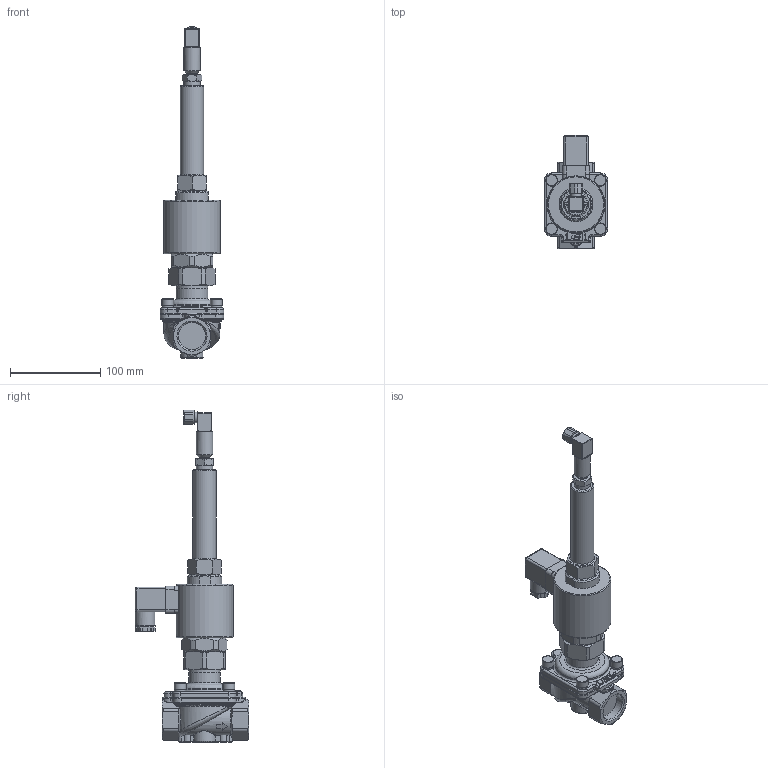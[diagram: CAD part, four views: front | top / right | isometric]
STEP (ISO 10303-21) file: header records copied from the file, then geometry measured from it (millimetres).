
FILE_DESCRIPTION(/* description */ ('3D-Modell'),/* implementation_level */ '2;1');
FILE_NAME(/* name */ '043.004984_E4325-0801-.322-EH.stp',/* time_stamp */ '2021-09-29T08:38:54+02:00',/* author */ ('LBirkmann'),/* organization */ (''),/* preprocessor_version */ 'ST-DEVELOPER v16.1',/* originating_system */ 'Autodesk Inventor 2016',/* authorisation */ '');
FILE_SCHEMA (('AUTOMOTIVE_DESIGN { 1 0 10303 214 3 1 1 }'));
Length unit declared in the file: millimetre
Products named in the file (1): 88-005302
Bounding box: 70 x 125.7 x 366.99 mm (x, y, z)
Volume: 628652.5 mm3; surface area: 78711.8 mm2
Topology: 1 solids, 1 shells, 693 faces, 1770 edges, 1105 vertices
Faces by surface type: plane 292, cylinder 193, torus 74, bspline 66, cone 60, sphere 8
Full cylindrical faces by diameter (mm): 8 x8, 12 x2, 13 x4, 17 x1, 18 x2, 22 x1, 25.8 x1, 28 x1, 30.291 x2, 35 x2, 60 x1, 63 x1
Entity records: 22741 total; most frequent: CARTESIAN_POINT 7038, ORIENTED_EDGE 3364, DIRECTION 3117, EDGE_CURVE 1682, AXIS2_PLACEMENT_3D 1208, VERTEX_POINT 1082, EDGE_LOOP 792, LINE 701
